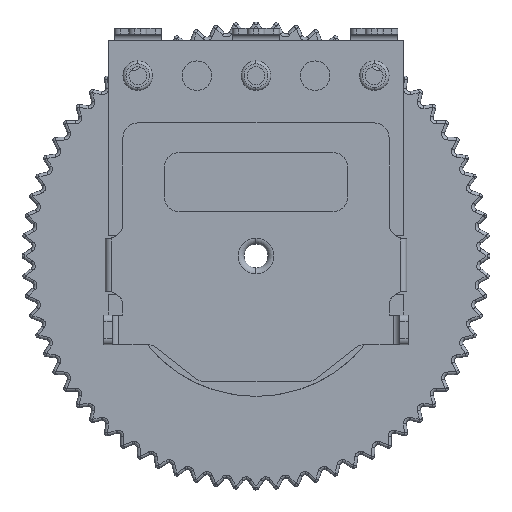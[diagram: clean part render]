
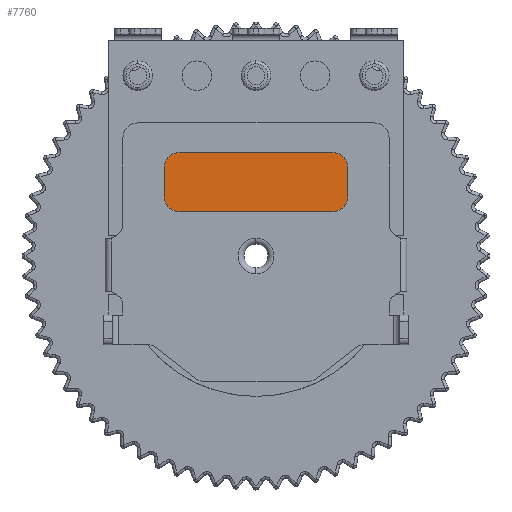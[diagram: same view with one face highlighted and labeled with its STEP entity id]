
A CAD part, front view. The second image highlights one B-rep face of the part: STEP entity #7760.
In plain terms, the highlighted planar face has unit normal (0, -1, 0).
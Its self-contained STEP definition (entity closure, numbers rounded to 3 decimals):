
#68 = EDGE_CURVE ( 'NONE', #35130, #11468, #874, .T. ) ;
#214 = LINE ( 'NONE', #22940, #33909 ) ;
#528 = LINE ( 'NONE', #26230, #32327 ) ;
#874 = LINE ( 'NONE', #12209, #36288 ) ;
#1488 = ORIENTED_EDGE ( 'NONE', *, *, #2706, .T. ) ;
#1499 = ORIENTED_EDGE ( 'NONE', *, *, #5476, .T. ) ;
#1924 = ORIENTED_EDGE ( 'NONE', *, *, #20595, .T. ) ;
#1999 = CARTESIAN_POINT ( 'NONE',  ( 2.6, 0., 2.2 ) ) ;
#2052 = AXIS2_PLACEMENT_3D ( 'NONE', #12275, #6512, #6341 ) ;
#2383 = CARTESIAN_POINT ( 'NONE',  ( -2.6, 0., 0.7 ) ) ;
#2588 = CARTESIAN_POINT ( 'NONE',  ( 2.6, 0., 0.7 ) ) ;
#2660 = ORIENTED_EDGE ( 'NONE', *, *, #20767, .T. ) ;
#2706 = EDGE_CURVE ( 'NONE', #12646, #35130, #15108, .T. ) ;
#2991 = EDGE_CURVE ( 'NONE', #11468, #29780, #31203, .T. ) ;
#3335 = PLANE ( 'NONE',  #31067 ) ;
#3619 = CARTESIAN_POINT ( 'NONE',  ( -2.6, 0., 2.2 ) ) ;
#4210 = VERTEX_POINT ( 'NONE', #28911 ) ;
#5476 = EDGE_CURVE ( 'NONE', #29780, #28823, #214, .T. ) ;
#5568 = DIRECTION ( 'NONE',  ( 0., -1., 0. ) ) ;
#5757 = DIRECTION ( 'NONE',  ( 0., 0., 1. ) ) ;
#6341 = DIRECTION ( 'NONE',  ( 0., 0., 1. ) ) ;
#6512 = DIRECTION ( 'NONE',  ( 0., -1., 0. ) ) ;
#7760 = ADVANCED_FACE ( 'NONE', ( #19403 ), #3335, .F. ) ;
#8082 = ORIENTED_EDGE ( 'NONE', *, *, #2991, .T. ) ;
#11468 = VERTEX_POINT ( 'NONE', #3619 ) ;
#11553 = DIRECTION ( 'NONE',  ( 0., 1., 0. ) ) ;
#11952 = ORIENTED_EDGE ( 'NONE', *, *, #22657, .T. ) ;
#12209 = CARTESIAN_POINT ( 'NONE',  ( 3.1, 0., 2.2 ) ) ;
#12275 = CARTESIAN_POINT ( 'NONE',  ( -2.6, 0., 1.7 ) ) ;
#12646 = VERTEX_POINT ( 'NONE', #14769 ) ;
#12822 = AXIS2_PLACEMENT_3D ( 'NONE', #2588, #31292, #28284 ) ;
#12951 = CARTESIAN_POINT ( 'NONE',  ( 3.1, 0., 0.2 ) ) ;
#13922 = DIRECTION ( 'NONE',  ( 0., 0., 1. ) ) ;
#14556 = CARTESIAN_POINT ( 'NONE',  ( 0., 0., 0. ) ) ;
#14769 = CARTESIAN_POINT ( 'NONE',  ( 3.1, 0., 1.7 ) ) ;
#14873 = DIRECTION ( 'NONE',  ( -1., 0., 0. ) ) ;
#15108 = CIRCLE ( 'NONE', #25805, 0.5 ) ;
#16747 = DIRECTION ( 'NONE',  ( 0., -1., 0. ) ) ;
#17378 = DIRECTION ( 'NONE',  ( 0., 0., -1. ) ) ;
#17518 = CARTESIAN_POINT ( 'NONE',  ( 3.1, 0., 0.7 ) ) ;
#17835 = AXIS2_PLACEMENT_3D ( 'NONE', #2383, #16747, #13922 ) ;
#18090 = EDGE_CURVE ( 'NONE', #21042, #22654, #26527, .T. ) ;
#19403 = FACE_OUTER_BOUND ( 'NONE', #25790, .T. ) ;
#20595 = EDGE_CURVE ( 'NONE', #28823, #4210, #29105, .T. ) ;
#20767 = EDGE_CURVE ( 'NONE', #4210, #21042, #21740, .T. ) ;
#21042 = VERTEX_POINT ( 'NONE', #26339 ) ;
#21740 = LINE ( 'NONE', #12951, #29139 ) ;
#22654 = VERTEX_POINT ( 'NONE', #17518 ) ;
#22657 = EDGE_CURVE ( 'NONE', #22654, #12646, #528, .T. ) ;
#22940 = CARTESIAN_POINT ( 'NONE',  ( -3.1, 0., 0.2 ) ) ;
#24250 = ORIENTED_EDGE ( 'NONE', *, *, #68, .T. ) ;
#25790 = EDGE_LOOP ( 'NONE', ( #24250, #8082, #1499, #1924, #2660, #31548, #11952, #1488 ) ) ;
#25805 = AXIS2_PLACEMENT_3D ( 'NONE', #31121, #5568, #28297 ) ;
#26230 = CARTESIAN_POINT ( 'NONE',  ( 3.1, 0., 0.2 ) ) ;
#26339 = CARTESIAN_POINT ( 'NONE',  ( 2.6, 0., 0.2 ) ) ;
#26527 = CIRCLE ( 'NONE', #12822, 0.5 ) ;
#28284 = DIRECTION ( 'NONE',  ( 0., 0., 1. ) ) ;
#28297 = DIRECTION ( 'NONE',  ( 0., 0., 1. ) ) ;
#28823 = VERTEX_POINT ( 'NONE', #32020 ) ;
#28911 = CARTESIAN_POINT ( 'NONE',  ( -2.6, 0., 0.2 ) ) ;
#29105 = CIRCLE ( 'NONE', #17835, 0.5 ) ;
#29139 = VECTOR ( 'NONE', #33116, 1000. ) ;
#29780 = VERTEX_POINT ( 'NONE', #35637 ) ;
#31067 = AXIS2_PLACEMENT_3D ( 'NONE', #14556, #11553, #5757 ) ;
#31121 = CARTESIAN_POINT ( 'NONE',  ( 2.6, 0., 1.7 ) ) ;
#31203 = CIRCLE ( 'NONE', #2052, 0.5 ) ;
#31292 = DIRECTION ( 'NONE',  ( 0., -1., 0. ) ) ;
#31548 = ORIENTED_EDGE ( 'NONE', *, *, #18090, .T. ) ;
#31838 = DIRECTION ( 'NONE',  ( 0., 0., 1. ) ) ;
#32020 = CARTESIAN_POINT ( 'NONE',  ( -3.1, 0., 0.7 ) ) ;
#32327 = VECTOR ( 'NONE', #31838, 1000. ) ;
#33116 = DIRECTION ( 'NONE',  ( 1., 0., 0. ) ) ;
#33909 = VECTOR ( 'NONE', #17378, 1000. ) ;
#35130 = VERTEX_POINT ( 'NONE', #1999 ) ;
#35637 = CARTESIAN_POINT ( 'NONE',  ( -3.1, 0., 1.7 ) ) ;
#36288 = VECTOR ( 'NONE', #14873, 1000. ) ;
